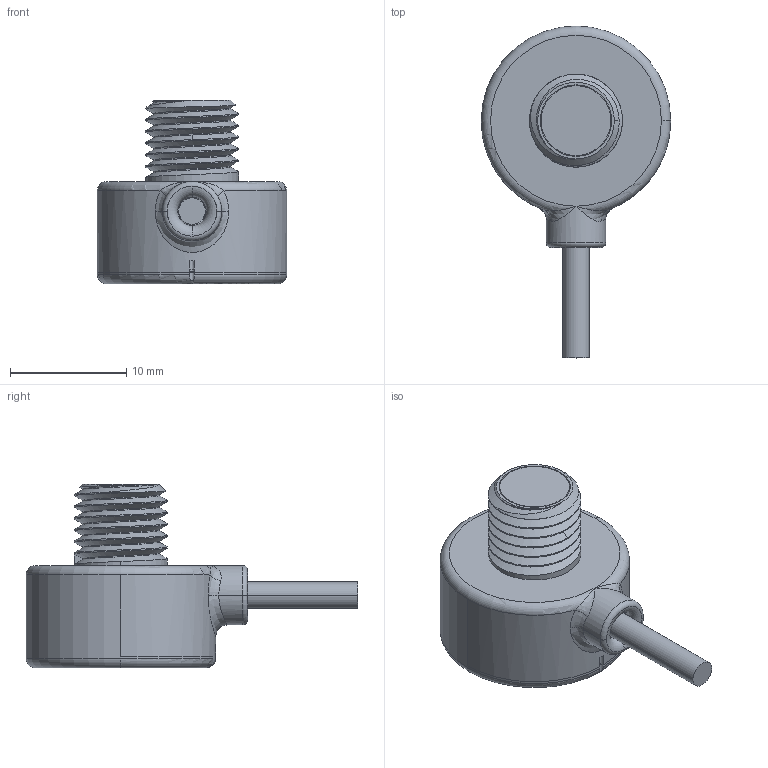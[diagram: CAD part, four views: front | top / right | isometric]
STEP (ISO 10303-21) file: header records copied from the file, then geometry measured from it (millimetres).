
FILE_DESCRIPTION((''),'2;1');
FILE_NAME('155332_SW','2010-12-22T',('banengservice'),('BANNER ENGINEERING'),'PRO/ENGINEER BY PARAMETRIC TECHNOLOGY CORPORATION, 2009141','PRO/ENGINEER BY PARAMETRIC TECHNOLOGY CORPORATION, 2009141','');
FILE_SCHEMA(('CONFIG_CONTROL_DESIGN'));
Length unit declared in the file: inch
Products named in the file (1): 155332_SW
Bounding box: 16.3 x 28.55 x 15.8 mm (x, y, z)
Volume: 1171.9 mm3; surface area: 2275.9 mm2
Topology: 1 solids, 1 shells, 173 faces, 430 edges, 267 vertices
Faces by surface type: cylinder 70, plane 41, torus 23, cone 22, bspline 13, sphere 2, revolution 2
Entity records: 9850 total; most frequent: CARTESIAN_POINT 5756, DIRECTION 857, ORIENTED_EDGE 852, EDGE_CURVE 426, AXIS2_PLACEMENT_3D 358, VERTEX_POINT 267, CIRCLE 200, EDGE_LOOP 189
